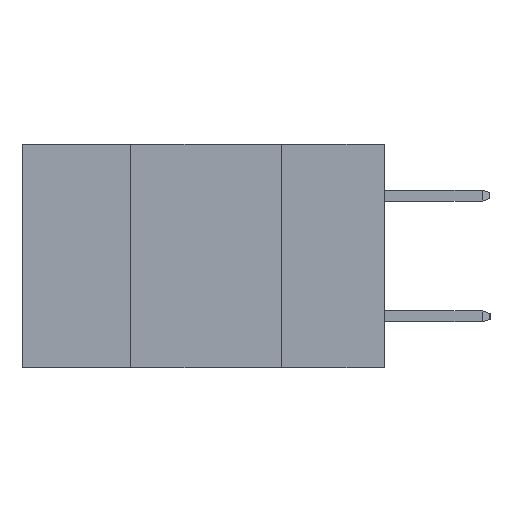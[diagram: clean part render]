
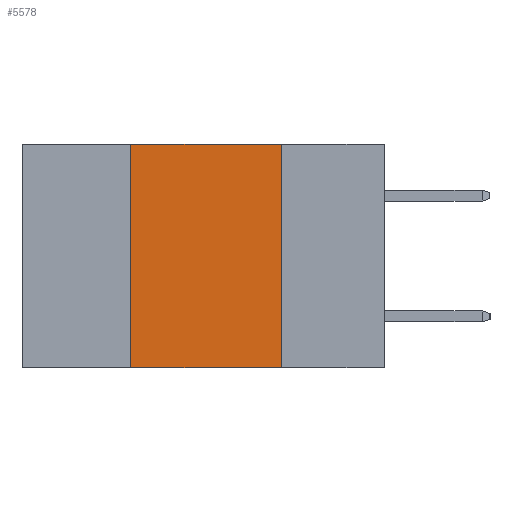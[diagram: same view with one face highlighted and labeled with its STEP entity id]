
A CAD part, left-side view. The second image highlights one B-rep face of the part: STEP entity #5578.
In plain terms, the highlighted planar face has unit normal (-1, 0, 0).
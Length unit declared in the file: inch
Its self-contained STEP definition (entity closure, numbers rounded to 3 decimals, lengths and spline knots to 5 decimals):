
#413 = CARTESIAN_POINT ( 'NONE',  ( 0., 0.17, -0.37 ) ) ;
#581 = EDGE_LOOP ( 'NONE', ( #3782, #5216, #1514, #4140 ) ) ;
#929 = EDGE_CURVE ( 'NONE', #3577, #4614, #1943, .T. ) ;
#1202 = LINE ( 'NONE', #7893, #10642 ) ;
#1514 = ORIENTED_EDGE ( 'NONE', *, *, #929, .F. ) ;
#1554 = VECTOR ( 'NONE', #4070, 39.37008 ) ;
#1943 = LINE ( 'NONE', #8953, #4281 ) ;
#2323 = CARTESIAN_POINT ( 'NONE',  ( 0., 0.42, 0. ) ) ;
#3577 = VERTEX_POINT ( 'NONE', #8763 ) ;
#3615 = LINE ( 'NONE', #7509, #1554 ) ;
#3782 = ORIENTED_EDGE ( 'NONE', *, *, #8023, .F. ) ;
#3981 = VERTEX_POINT ( 'NONE', #6724 ) ;
#4070 = DIRECTION ( 'NONE',  ( 0., -1., 0. ) ) ;
#4140 = ORIENTED_EDGE ( 'NONE', *, *, #6887, .T. ) ;
#4281 = VECTOR ( 'NONE', #11106, 39.37008 ) ;
#4614 = VERTEX_POINT ( 'NONE', #2323 ) ;
#4950 = VECTOR ( 'NONE', #9850, 39.37008 ) ;
#5216 = ORIENTED_EDGE ( 'NONE', *, *, #9178, .F. ) ;
#5578 = ADVANCED_FACE ( 'NONE', ( #6144 ), #9159, .F. ) ;
#6144 = FACE_OUTER_BOUND ( 'NONE', #581, .T. ) ;
#6424 = CARTESIAN_POINT ( 'NONE',  ( 0., 0.17, -0.37 ) ) ;
#6724 = CARTESIAN_POINT ( 'NONE',  ( 0., 0.17, 0. ) ) ;
#6887 = EDGE_CURVE ( 'NONE', #3577, #10205, #3615, .T. ) ;
#7509 = CARTESIAN_POINT ( 'NONE',  ( 0., 0.6, -0.37 ) ) ;
#7893 = CARTESIAN_POINT ( 'NONE',  ( 0., 0.6, 0. ) ) ;
#8023 = EDGE_CURVE ( 'NONE', #3981, #10205, #11749, .T. ) ;
#8763 = CARTESIAN_POINT ( 'NONE',  ( 0., 0.42, -0.37 ) ) ;
#8953 = CARTESIAN_POINT ( 'NONE',  ( 0., 0.42, -0.37 ) ) ;
#9159 = PLANE ( 'NONE',  #11575 ) ;
#9178 = EDGE_CURVE ( 'NONE', #4614, #3981, #1202, .T. ) ;
#9228 = CARTESIAN_POINT ( 'NONE',  ( 0., 0.6, 0. ) ) ;
#9232 = DIRECTION ( 'NONE',  ( 1., 0., 0. ) ) ;
#9850 = DIRECTION ( 'NONE',  ( 0., 0., -1. ) ) ;
#10020 = DIRECTION ( 'NONE',  ( 0., 0., -1. ) ) ;
#10205 = VERTEX_POINT ( 'NONE', #413 ) ;
#10642 = VECTOR ( 'NONE', #11241, 39.37008 ) ;
#11106 = DIRECTION ( 'NONE',  ( 0., 0., 1. ) ) ;
#11241 = DIRECTION ( 'NONE',  ( 0., -1., 0. ) ) ;
#11575 = AXIS2_PLACEMENT_3D ( 'NONE', #9228, #9232, #10020 ) ;
#11749 = LINE ( 'NONE', #6424, #4950 ) ;
